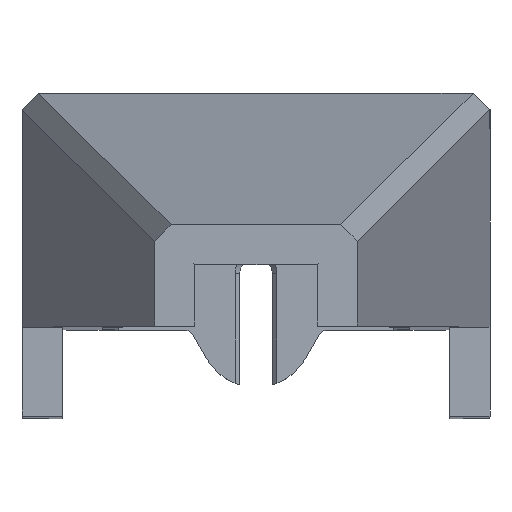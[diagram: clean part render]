
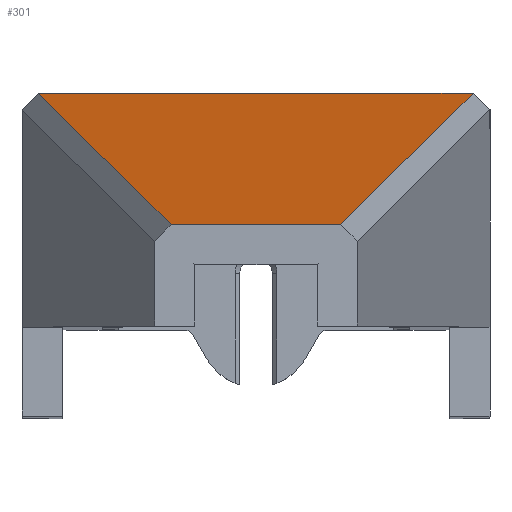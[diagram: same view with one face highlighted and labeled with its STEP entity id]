
A CAD part, top view. The second image highlights one B-rep face of the part: STEP entity #301.
In plain terms, the highlighted planar face has unit normal (0, 0.984, 0.18).
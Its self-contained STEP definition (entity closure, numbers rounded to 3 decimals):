
#40 = EDGE_CURVE ( 'NONE', #3179, #2952, #612, .T. ) ;
#50 = CARTESIAN_POINT ( 'NONE',  ( -21.728, -14.042, 1.404 ) ) ;
#180 = PLANE ( 'NONE',  #943 ) ;
#197 = DIRECTION ( 'NONE',  ( 1., 0., 0. ) ) ;
#301 = ADVANCED_FACE ( 'NONE', ( #3168 ), #180, .T. ) ;
#314 = VECTOR ( 'NONE', #197, 1000. ) ;
#538 = CARTESIAN_POINT ( 'NONE',  ( -21.984, -13.785, 0. ) ) ;
#584 = ORIENTED_EDGE ( 'NONE', *, *, #2935, .T. ) ;
#612 = LINE ( 'NONE', #1639, #3395 ) ;
#943 = AXIS2_PLACEMENT_3D ( 'NONE', #3731, #3427, #3114 ) ;
#948 = ORIENTED_EDGE ( 'NONE', *, *, #40, .T. ) ;
#1125 = VECTOR ( 'NONE', #3643, 1000. ) ;
#1190 = ORIENTED_EDGE ( 'NONE', *, *, #1667, .T. ) ;
#1463 = VERTEX_POINT ( 'NONE', #1523 ) ;
#1523 = CARTESIAN_POINT ( 'NONE',  ( -3.272, -22.007, 45. ) ) ;
#1639 = CARTESIAN_POINT ( 'NONE',  ( 0., -13.785, 0. ) ) ;
#1667 = EDGE_CURVE ( 'NONE', #2952, #2347, #3158, .T. ) ;
#1680 = CARTESIAN_POINT ( 'NONE',  ( 4.95, -13.785, 0. ) ) ;
#1773 = ORIENTED_EDGE ( 'NONE', *, *, #1778, .T. ) ;
#1778 = EDGE_CURVE ( 'NONE', #1463, #3179, #2366, .T. ) ;
#1862 = CARTESIAN_POINT ( 'NONE',  ( -13.763, -22.007, 45. ) ) ;
#1942 = LINE ( 'NONE', #3792, #314 ) ;
#2078 = EDGE_LOOP ( 'NONE', ( #1190, #584, #1773, #948 ) ) ;
#2347 = VERTEX_POINT ( 'NONE', #1862 ) ;
#2366 = LINE ( 'NONE', #2469, #2872 ) ;
#2469 = CARTESIAN_POINT ( 'NONE',  ( 5.226, -13.509, -1.513 ) ) ;
#2583 = DIRECTION ( 'NONE',  ( 0.177, 0.177, -0.968 ) ) ;
#2872 = VECTOR ( 'NONE', #2583, 1000. ) ;
#2935 = EDGE_CURVE ( 'NONE', #2347, #1463, #1942, .T. ) ;
#2952 = VERTEX_POINT ( 'NONE', #538 ) ;
#3114 = DIRECTION ( 'NONE',  ( 0., -0.18, 0.984 ) ) ;
#3158 = LINE ( 'NONE', #50, #1125 ) ;
#3168 = FACE_OUTER_BOUND ( 'NONE', #2078, .T. ) ;
#3179 = VERTEX_POINT ( 'NONE', #1680 ) ;
#3395 = VECTOR ( 'NONE', #3993, 1000. ) ;
#3427 = DIRECTION ( 'NONE',  ( 0., 0.984, 0.18 ) ) ;
#3643 = DIRECTION ( 'NONE',  ( 0.177, -0.177, 0.968 ) ) ;
#3731 = CARTESIAN_POINT ( 'NONE',  ( 0., -13.34, -2.437 ) ) ;
#3792 = CARTESIAN_POINT ( 'NONE',  ( 0., -22.007, 45. ) ) ;
#3993 = DIRECTION ( 'NONE',  ( -1., 0., 0. ) ) ;
